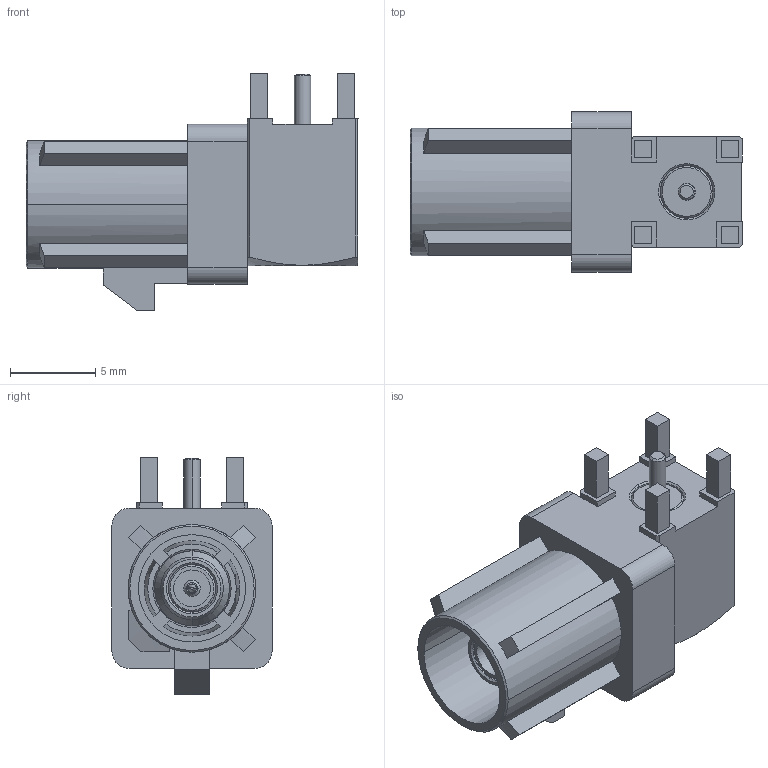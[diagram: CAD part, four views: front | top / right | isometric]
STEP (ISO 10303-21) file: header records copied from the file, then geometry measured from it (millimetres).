
FILE_DESCRIPTION((''),'2;1');
FILE_NAME('92801_ASM','2019-04-25T',('t01287'),(''),'PRO/ENGINEER BY PARAMETRIC TECHNOLOGY CORPORATION, 2007450','PRO/ENGINEER BY PARAMETRIC TECHNOLOGY CORPORATION, 2007450','');
FILE_SCHEMA(('AUTOMOTIVE_DESIGN_CC2 { 1 2 10303 214 -1 1 5 2 }'));
Length unit declared in the file: inch
Products named in the file (1): 92801_ASM
Bounding box: 19.5 x 9.4 x 13.95 mm (x, y, z)
Surface area: 1921.4 mm2 (no closed solid volume)
Topology: 0 solids, 3 shells, 535 faces, 1453 edges, 945 vertices
Faces by surface type: plane 274, cylinder 142, cone 80, extrusion 29, torus 10
Entity records: 18438 total; most frequent: CARTESIAN_POINT 4940, ORIENTED_EDGE 2902, DIRECTION 2676, EDGE_CURVE 1451, VERTEX_POINT 945, VECTOR 908, AXIS2_PLACEMENT_3D 884, LINE 879
